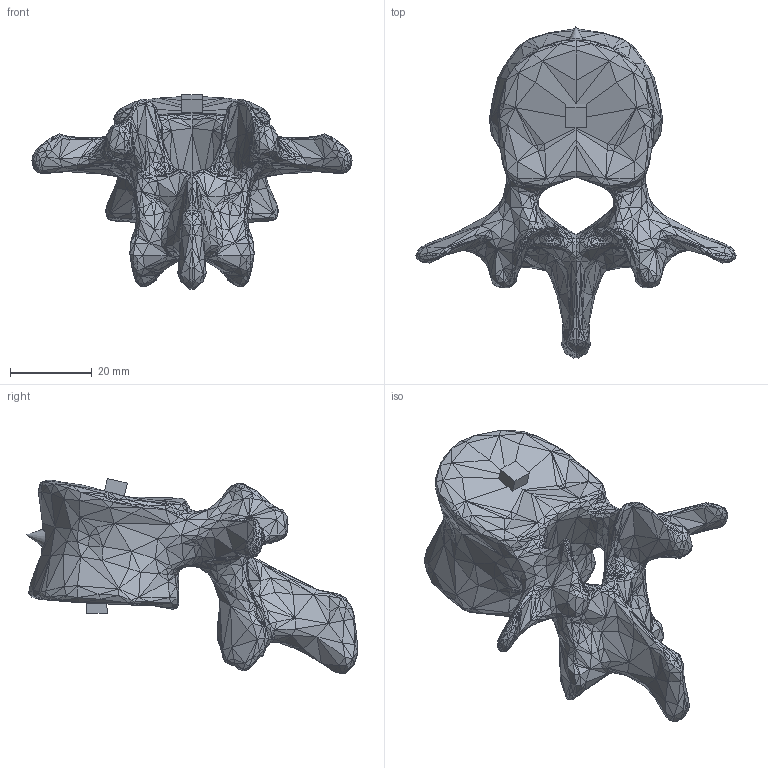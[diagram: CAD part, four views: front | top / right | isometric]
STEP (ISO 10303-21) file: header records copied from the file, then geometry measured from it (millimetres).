
FILE_DESCRIPTION(/* description */ (''),/* implementation_level */ '2;1');
FILE_NAME(/* name */ 'L2.step',/* time_stamp */ '2024-04-27T09:54:21-04:00',/* author */ (''),/* organization */ (''),/* preprocessor_version */ 'ST-DEVELOPER v20',/* originating_system */ 'Autodesk Translation Framework v12.20.1.177',/* authorisation */ '');
FILE_SCHEMA (('AUTOMOTIVE_DESIGN { 1 0 10303 214 3 1 1 }'));
Products named in the file (1): L2
Bounding box: 78.12 x 80.99 x 47.55 mm (x, y, z)
Volume: 42330 mm3; surface area: 11521.1 mm2
Topology: 1 solids, 1 shells, 3065 faces, 4689 edges, 1623 vertices
Faces by surface type: plane 3064, cone 1
Entity records: 60625 total; most frequent: DIRECTION 10822, CARTESIAN_POINT 9377, ORIENTED_EDGE 9376, EDGE_CURVE 4688, LINE 4686, VECTOR 4686, AXIS2_PLACEMENT_3D 3068, FACE_OUTER_BOUND 3065
